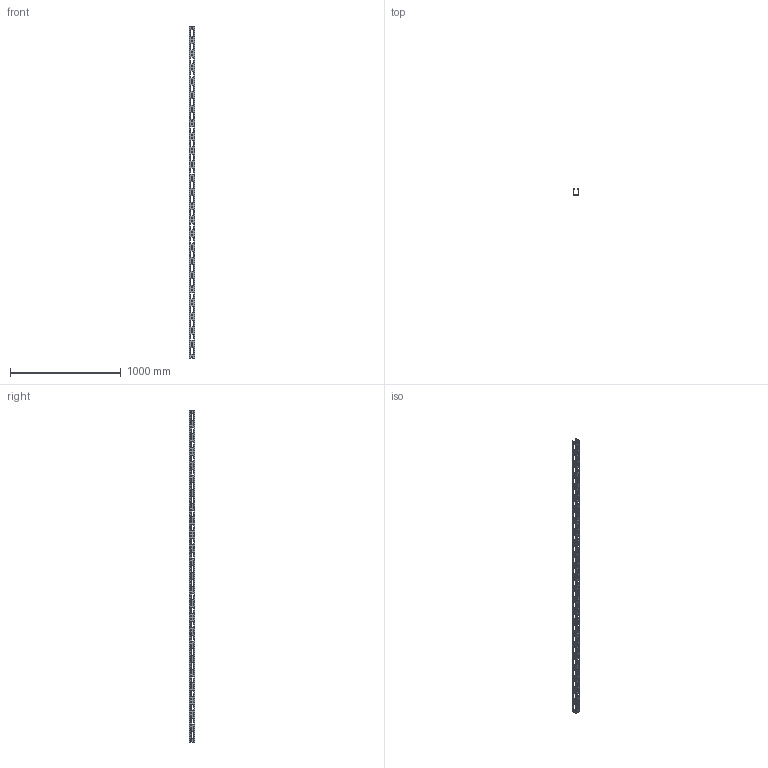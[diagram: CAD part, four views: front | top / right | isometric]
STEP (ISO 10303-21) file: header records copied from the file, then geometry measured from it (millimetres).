
FILE_DESCRIPTION (( 'STEP AP214' ), '1' );
FILE_NAME ('6075150.stp', '2023-01-18T12:12:49', ( '' ), ( '' ), 'SwSTEP 2.0', 'SolidWorks 2022', '' );
FILE_SCHEMA (( 'AUTOMOTIVE_DESIGN' ));
Length unit declared in the file: millimetre
Products named in the file (1): 6075150
Bounding box: 50 x 50 x 3000 mm (x, y, z)
Volume: 519237.9 mm3; surface area: 740605.8 mm2
Topology: 1 solids, 1 shells, 1694 faces, 5044 edges, 3352 vertices
Faces by surface type: cylinder 848, plane 846
Full cylindrical faces by diameter (mm): 8.5 x24
Entity records: 58622 total; most frequent: DIRECTION 10106, CARTESIAN_POINT 10067, ORIENTED_EDGE 10040, EDGE_CURVE 5020, AXIS2_PLACEMENT_3D 3391, VERTEX_POINT 3352, VECTOR 3324, LINE 3324
